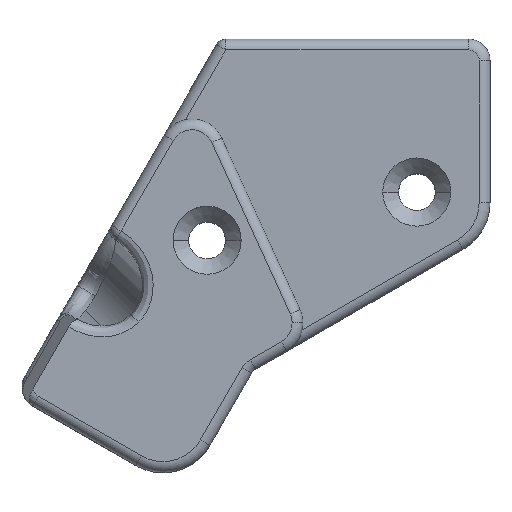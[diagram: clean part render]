
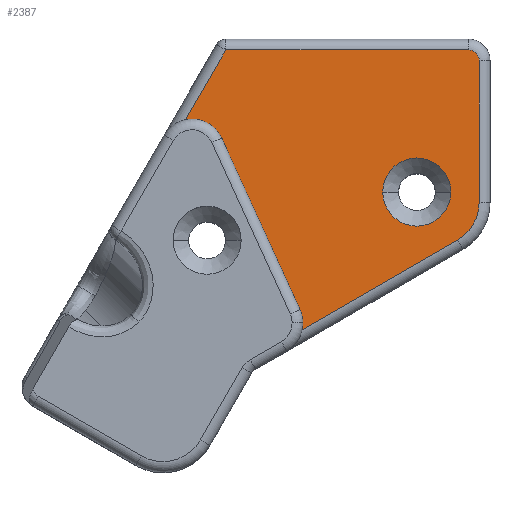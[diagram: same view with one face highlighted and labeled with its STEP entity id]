
A CAD part, top view. The second image highlights one B-rep face of the part: STEP entity #2387.
In plain terms, the highlighted planar face has unit normal (0, 0, 1).
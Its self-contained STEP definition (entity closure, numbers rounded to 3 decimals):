
#17 = ORIENTED_EDGE ( 'NONE', *, *, #124, .T. ) ;
#96 = EDGE_CURVE ( 'NONE', #393, #1598, #2961, .T. ) ;
#124 = EDGE_CURVE ( 'NONE', #1725, #983, #2018, .T. ) ;
#144 = LINE ( 'NONE', #3317, #2508 ) ;
#234 = FACE_OUTER_BOUND ( 'NONE', #444, .T. ) ;
#266 = CARTESIAN_POINT ( 'NONE',  ( 10.5, 20.651, 8.1 ) ) ;
#307 = CIRCLE ( 'NONE', #3701, 3.15 ) ;
#340 = ORIENTED_EDGE ( 'NONE', *, *, #1289, .T. ) ;
#354 = ORIENTED_EDGE ( 'NONE', *, *, #3879, .T. ) ;
#355 = DIRECTION ( 'NONE',  ( 0., 0., 1. ) ) ;
#393 = VERTEX_POINT ( 'NONE', #3815 ) ;
#439 = VERTEX_POINT ( 'NONE', #2682 ) ;
#444 = EDGE_LOOP ( 'NONE', ( #3542, #3408, #3062, #340, #3795, #17, #3687, #3479, #3730, #354 ) ) ;
#452 = DIRECTION ( 'NONE',  ( 1., 0., 0. ) ) ;
#492 = CARTESIAN_POINT ( 'NONE',  ( 5.738, 7.512, 8.1 ) ) ;
#519 = VECTOR ( 'NONE', #3611, 1000. ) ;
#603 = VERTEX_POINT ( 'NONE', #266 ) ;
#651 = DIRECTION ( 'NONE',  ( 0., 0., -1. ) ) ;
#680 = DIRECTION ( 'NONE',  ( -1., 0., 0. ) ) ;
#685 = CIRCLE ( 'NONE', #2968, 3. ) ;
#690 = AXIS2_PLACEMENT_3D ( 'NONE', #2952, #3912, #1098 ) ;
#775 = EDGE_CURVE ( 'NONE', #983, #1048, #1847, .T. ) ;
#809 = CARTESIAN_POINT ( 'NONE',  ( -4.862, -5.219, 8.1 ) ) ;
#815 = DIRECTION ( 'NONE',  ( 0., 0., -1. ) ) ;
#883 = DIRECTION ( 'NONE',  ( 1., 0., 0. ) ) ;
#923 = VERTEX_POINT ( 'NONE', #3259 ) ;
#960 = AXIS2_PLACEMENT_3D ( 'NONE', #3691, #2740, #883 ) ;
#983 = VERTEX_POINT ( 'NONE', #1514 ) ;
#1032 = LINE ( 'NONE', #1560, #2990 ) ;
#1047 = DIRECTION ( 'NONE',  ( 1., 0., 0. ) ) ;
#1048 = VERTEX_POINT ( 'NONE', #4004 ) ;
#1067 = EDGE_CURVE ( 'NONE', #1598, #393, #307, .T. ) ;
#1080 = AXIS2_PLACEMENT_3D ( 'NONE', #1870, #651, #3127 ) ;
#1098 = DIRECTION ( 'NONE',  ( 1., 0., 0. ) ) ;
#1129 = VERTEX_POINT ( 'NONE', #2856 ) ;
#1245 = EDGE_CURVE ( 'NONE', #2150, #923, #144, .T. ) ;
#1289 = EDGE_CURVE ( 'NONE', #923, #1301, #685, .T. ) ;
#1301 = VERTEX_POINT ( 'NONE', #1366 ) ;
#1326 = VECTOR ( 'NONE', #2035, 1000. ) ;
#1338 = VECTOR ( 'NONE', #3648, 1000. ) ;
#1366 = CARTESIAN_POINT ( 'NONE',  ( -4.798, -4.605, 8.1 ) ) ;
#1406 = EDGE_LOOP ( 'NONE', ( #3790, #2764 ) ) ;
#1417 = EDGE_CURVE ( 'NONE', #1048, #1129, #1527, .T. ) ;
#1512 = PLANE ( 'NONE',  #2388 ) ;
#1514 = CARTESIAN_POINT ( 'NONE',  ( 9.5, 3.073, 8.1 ) ) ;
#1527 = LINE ( 'NONE', #2385, #1338 ) ;
#1560 = CARTESIAN_POINT ( 'NONE',  ( -12.5, 20.651, 8.1 ) ) ;
#1567 = EDGE_CURVE ( 'NONE', #2222, #2150, #2837, .T. ) ;
#1598 = VERTEX_POINT ( 'NONE', #2813 ) ;
#1725 = VERTEX_POINT ( 'NONE', #809 ) ;
#1754 = DIRECTION ( 'NONE',  ( 0.416, -0.91, 0. ) ) ;
#1768 = EDGE_CURVE ( 'NONE', #1301, #1725, #3236, .T. ) ;
#1773 = CARTESIAN_POINT ( 'NONE',  ( 5.738, 7.512, 8.1 ) ) ;
#1847 = CIRCLE ( 'NONE', #1978, 4. ) ;
#1850 = DIRECTION ( 'NONE',  ( 0., 0., 1. ) ) ;
#1870 = CARTESIAN_POINT ( 'NONE',  ( -15.041, 11.249, 8.1 ) ) ;
#1978 = AXIS2_PLACEMENT_3D ( 'NONE', #3861, #355, #1047 ) ;
#2018 = LINE ( 'NONE', #3273, #1326 ) ;
#2035 = DIRECTION ( 'NONE',  ( 0.866, 0.5, 0. ) ) ;
#2045 = LINE ( 'NONE', #3262, #519 ) ;
#2101 = DIRECTION ( 'NONE',  ( 1., 0., 0. ) ) ;
#2150 = VERTEX_POINT ( 'NONE', #3550 ) ;
#2222 = VERTEX_POINT ( 'NONE', #2259 ) ;
#2259 = CARTESIAN_POINT ( 'NONE',  ( -15.655, 14.185, 8.1 ) ) ;
#2359 = EDGE_CURVE ( 'NONE', #1129, #603, #3774, .T. ) ;
#2385 = CARTESIAN_POINT ( 'NONE',  ( 11.5, 19.651, 8.1 ) ) ;
#2387 = ADVANCED_FACE ( 'NONE', ( #2409, #234 ), #1512, .T. ) ;
#2388 = AXIS2_PLACEMENT_3D ( 'NONE', #4002, #2718, #3735 ) ;
#2409 = FACE_BOUND ( 'NONE', #1406, .T. ) ;
#2508 = VECTOR ( 'NONE', #1754, 1000. ) ;
#2633 = AXIS2_PLACEMENT_3D ( 'NONE', #492, #2917, #452 ) ;
#2682 = CARTESIAN_POINT ( 'NONE',  ( -11.923, 20.651, 8.1 ) ) ;
#2718 = DIRECTION ( 'NONE',  ( 0., 0., 1. ) ) ;
#2740 = DIRECTION ( 'NONE',  ( 0., 0., 1. ) ) ;
#2764 = ORIENTED_EDGE ( 'NONE', *, *, #96, .F. ) ;
#2813 = CARTESIAN_POINT ( 'NONE',  ( 8.888, 7.512, 8.1 ) ) ;
#2837 = CIRCLE ( 'NONE', #1080, 3. ) ;
#2856 = CARTESIAN_POINT ( 'NONE',  ( 11.5, 19.651, 8.1 ) ) ;
#2917 = DIRECTION ( 'NONE',  ( 0., 0., 1. ) ) ;
#2918 = DIRECTION ( 'NONE',  ( 1., 0., 0. ) ) ;
#2952 = CARTESIAN_POINT ( 'NONE',  ( -7.798, -4.605, 8.1 ) ) ;
#2958 = CARTESIAN_POINT ( 'NONE',  ( -7.798, -4.605, 8.1 ) ) ;
#2961 = CIRCLE ( 'NONE', #2633, 3.15 ) ;
#2968 = AXIS2_PLACEMENT_3D ( 'NONE', #2958, #815, #2918 ) ;
#2990 = VECTOR ( 'NONE', #680, 1000. ) ;
#3062 = ORIENTED_EDGE ( 'NONE', *, *, #1245, .T. ) ;
#3127 = DIRECTION ( 'NONE',  ( 1., 0., 0. ) ) ;
#3236 = CIRCLE ( 'NONE', #690, 3. ) ;
#3259 = CARTESIAN_POINT ( 'NONE',  ( -5.07, -3.358, 8.1 ) ) ;
#3262 = CARTESIAN_POINT ( 'NONE',  ( -29.634, -10.026, 8.1 ) ) ;
#3273 = CARTESIAN_POINT ( 'NONE',  ( 9.5, 3.073, 8.1 ) ) ;
#3317 = CARTESIAN_POINT ( 'NONE',  ( -5.463, -2.496, 8.1 ) ) ;
#3408 = ORIENTED_EDGE ( 'NONE', *, *, #1567, .T. ) ;
#3479 = ORIENTED_EDGE ( 'NONE', *, *, #1417, .T. ) ;
#3542 = ORIENTED_EDGE ( 'NONE', *, *, #4037, .T. ) ;
#3550 = CARTESIAN_POINT ( 'NONE',  ( -12.313, 12.496, 8.1 ) ) ;
#3611 = DIRECTION ( 'NONE',  ( -0.5, -0.866, 0. ) ) ;
#3648 = DIRECTION ( 'NONE',  ( 0., 1., 0. ) ) ;
#3687 = ORIENTED_EDGE ( 'NONE', *, *, #775, .T. ) ;
#3691 = CARTESIAN_POINT ( 'NONE',  ( 10.5, 19.651, 8.1 ) ) ;
#3701 = AXIS2_PLACEMENT_3D ( 'NONE', #1773, #1850, #2101 ) ;
#3730 = ORIENTED_EDGE ( 'NONE', *, *, #2359, .T. ) ;
#3735 = DIRECTION ( 'NONE',  ( 1., 0., 0. ) ) ;
#3774 = CIRCLE ( 'NONE', #960, 1. ) ;
#3790 = ORIENTED_EDGE ( 'NONE', *, *, #1067, .F. ) ;
#3795 = ORIENTED_EDGE ( 'NONE', *, *, #1768, .T. ) ;
#3815 = CARTESIAN_POINT ( 'NONE',  ( 2.588, 7.512, 8.1 ) ) ;
#3861 = CARTESIAN_POINT ( 'NONE',  ( 7.5, 6.537, 8.1 ) ) ;
#3879 = EDGE_CURVE ( 'NONE', #603, #439, #1032, .T. ) ;
#3912 = DIRECTION ( 'NONE',  ( 0., 0., -1. ) ) ;
#4002 = CARTESIAN_POINT ( 'NONE',  ( 0., 0., 8.1 ) ) ;
#4004 = CARTESIAN_POINT ( 'NONE',  ( 11.5, 6.537, 8.1 ) ) ;
#4037 = EDGE_CURVE ( 'NONE', #439, #2222, #2045, .T. ) ;
